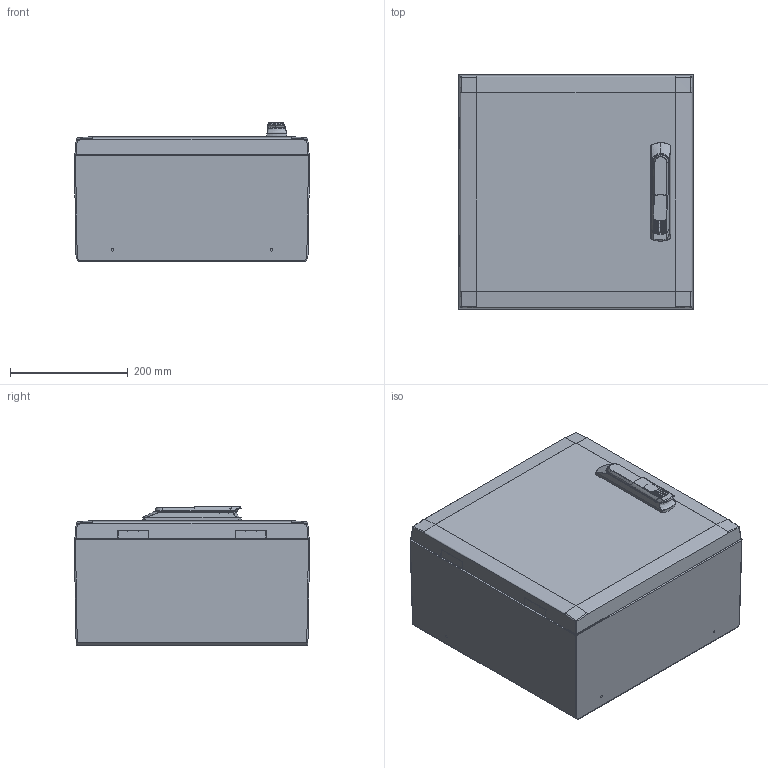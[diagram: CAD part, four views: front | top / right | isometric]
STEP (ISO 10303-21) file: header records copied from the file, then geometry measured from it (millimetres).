
FILE_DESCRIPTION (( 'STEP AP203' ), '1' );
FILE_NAME ('ARCA 404021S.STEP', '2022-07-27T12:22:11', ( '' ), ( '' ), 'SwSTEP 2.0', 'SolidWorks 2021', '' );
FILE_SCHEMA (( 'CONFIG_CONTROL_DESIGN' ));
Length unit declared in the file: millimetre
Products named in the file (9): Swing Handle 40 for 4030 4040; Swing Cam open B; Swing_Cam_Open_T; Cabinet door guide small; Cabinet hinge small; Cover 404003 S; MPS 4040; Base 404018; ARCA 404021S
Assembly tree (9 placements, depth 2):
  ARCA 404021S
    Base 404018
    Cabinet door guide small
    Cabinet hinge small  x2
    Cover 404003 S
    Swing Handle 40 for 4030 4040
    Swing_Cam_Open_T
    Swing Cam open B
    MPS 4040
Bounding box: 400 x 400 x 236.75 mm (x, y, z)
Volume: 3246199.5 mm3; surface area: 1988003.8 mm2
Topology: 48 solids, 48 shells, 3589 faces, 9180 edges, 5890 vertices
Faces by surface type: plane 1752, cylinder 955, cone 362, bspline 338, torus 142, sphere 40
Entity records: 141904 total; most frequent: CARTESIAN_POINT 58592, ORIENTED_EDGE 18034, DIRECTION 15890, EDGE_CURVE 9017, VERTEX_POINT 5798, AXIS2_PLACEMENT_3D 5400, LINE 5090, VECTOR 5090
